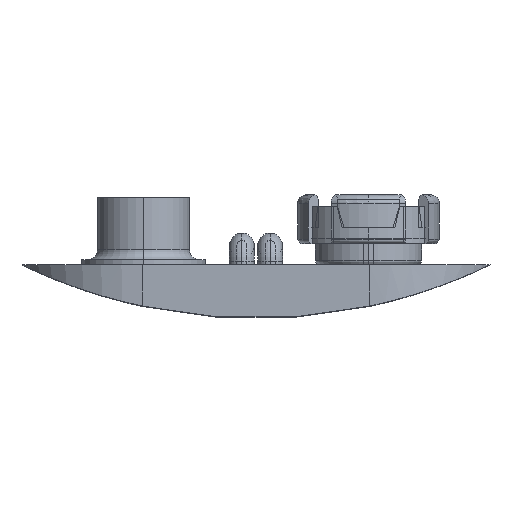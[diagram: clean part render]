
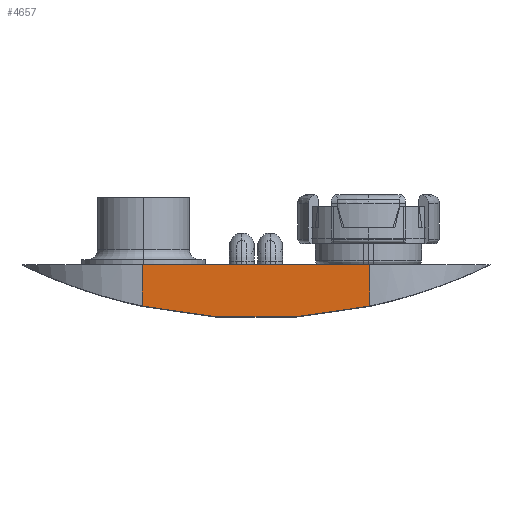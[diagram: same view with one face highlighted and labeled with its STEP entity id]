
A CAD part, top view. The second image highlights one B-rep face of the part: STEP entity #4657.
In plain terms, the highlighted planar face has unit normal (0, 0, 1).
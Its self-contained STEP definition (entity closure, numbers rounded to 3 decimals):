
#86 = PLANE ( 'NONE',  #3419 ) ;
#219 = CARTESIAN_POINT ( 'NONE',  ( 0., 3.02, 6.795 ) ) ;
#546 = ORIENTED_EDGE ( 'NONE', *, *, #6677, .T. ) ;
#712 = VERTEX_POINT ( 'NONE', #4526 ) ;
#917 = CARTESIAN_POINT ( 'NONE',  ( 6.415, 3.02, 6.795 ) ) ;
#1072 = EDGE_CURVE ( 'NONE', #712, #5120, #6360, .T. ) ;
#1137 = VECTOR ( 'NONE', #2999, 1000. ) ;
#1433 = DIRECTION ( 'NONE',  ( 0., 0., -1. ) ) ;
#1573 = CARTESIAN_POINT ( 'NONE',  ( 0., 3.02, 6.795 ) ) ;
#1596 = DIRECTION ( 'NONE',  ( 0., 0., -1. ) ) ;
#1649 = DIRECTION ( 'NONE',  ( -1., 0., 0. ) ) ;
#2134 = VERTEX_POINT ( 'NONE', #4175 ) ;
#2208 = ORIENTED_EDGE ( 'NONE', *, *, #5900, .F. ) ;
#2708 = CIRCLE ( 'NONE', #3383, 30.401 ) ;
#2780 = VECTOR ( 'NONE', #4568, 1000. ) ;
#2999 = DIRECTION ( 'NONE',  ( 1., 0., 0. ) ) ;
#3021 = CARTESIAN_POINT ( 'NONE',  ( 0., 30.401, 6.795 ) ) ;
#3100 = ORIENTED_EDGE ( 'NONE', *, *, #5844, .F. ) ;
#3383 = AXIS2_PLACEMENT_3D ( 'NONE', #3021, #1433, #5615 ) ;
#3419 = AXIS2_PLACEMENT_3D ( 'NONE', #1573, #1596, #1649 ) ;
#3891 = DIRECTION ( 'NONE',  ( 0., -1., 0. ) ) ;
#4175 = CARTESIAN_POINT ( 'NONE',  ( -6.415, 0.685, 6.795 ) ) ;
#4526 = CARTESIAN_POINT ( 'NONE',  ( -6.415, 3.02, 6.795 ) ) ;
#4568 = DIRECTION ( 'NONE',  ( 0., -1., 0. ) ) ;
#4657 = ADVANCED_FACE ( 'NONE', ( #6530 ), #86, .F. ) ;
#5120 = VERTEX_POINT ( 'NONE', #5999 ) ;
#5245 = CARTESIAN_POINT ( 'NONE',  ( 6.415, 0.685, 6.795 ) ) ;
#5291 = ORIENTED_EDGE ( 'NONE', *, *, #1072, .F. ) ;
#5605 = EDGE_LOOP ( 'NONE', ( #546, #3100, #2208, #5291 ) ) ;
#5615 = DIRECTION ( 'NONE',  ( -1., 0., 0. ) ) ;
#5844 = EDGE_CURVE ( 'NONE', #6432, #2134, #2708, .T. ) ;
#5884 = LINE ( 'NONE', #5992, #6048 ) ;
#5900 = EDGE_CURVE ( 'NONE', #5120, #6432, #6201, .T. ) ;
#5992 = CARTESIAN_POINT ( 'NONE',  ( -6.415, 3.02, 6.795 ) ) ;
#5999 = CARTESIAN_POINT ( 'NONE',  ( 6.415, 3.02, 6.795 ) ) ;
#6048 = VECTOR ( 'NONE', #3891, 1000. ) ;
#6201 = LINE ( 'NONE', #917, #2780 ) ;
#6360 = LINE ( 'NONE', #219, #1137 ) ;
#6432 = VERTEX_POINT ( 'NONE', #5245 ) ;
#6530 = FACE_OUTER_BOUND ( 'NONE', #5605, .T. ) ;
#6677 = EDGE_CURVE ( 'NONE', #712, #2134, #5884, .T. ) ;
